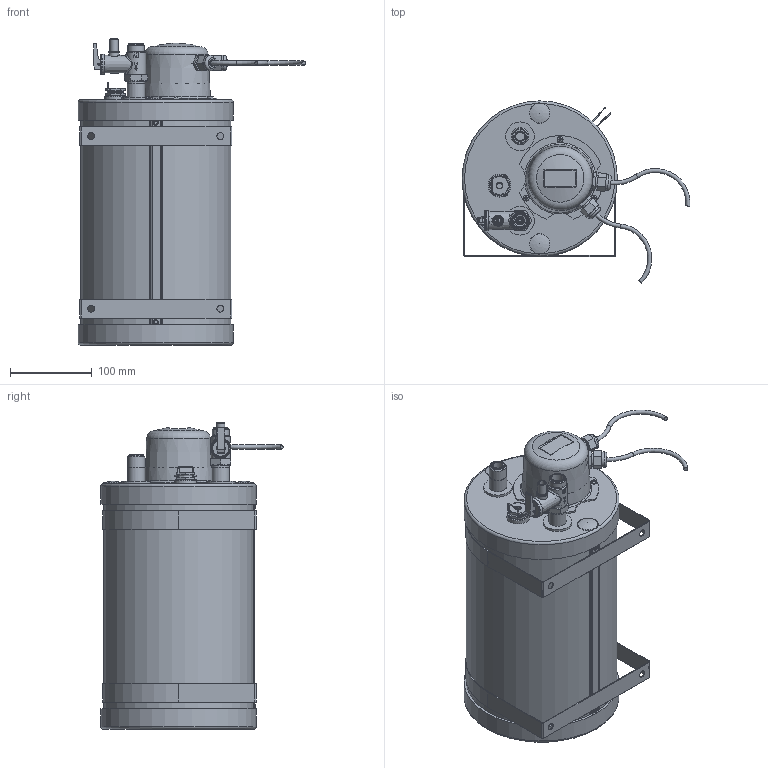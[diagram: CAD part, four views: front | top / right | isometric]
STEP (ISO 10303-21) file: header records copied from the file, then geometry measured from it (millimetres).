
FILE_DESCRIPTION (( 'STEP AP214' ), '1' );
FILE_NAME ('MB04032E-TE_mod.STEP', '2025-01-22T16:23:56', ( '' ), ( '' ), 'SwSTEP 2.0', 'SolidWorks 2023', '' );
FILE_SCHEMA (( 'AUTOMOTIVE_DESIGN' ));
Length unit declared in the file: millimetre
Products named in the file (26): 080-0034_2.step; 020-0534-0_2.step; 020-0524_2.step; 030-0515_2.step; 060-0752_2.step; 0-0987_Montato MB_2.step; 130-0207_2.step; 0-0978.step; 080-0509_2.step; 900-0124_POSIZIONAMENTO SU BB12V.step_2.STEP_1.STEP; MB04032E-TE_mod; 020-0534_2.step; 020-0525_2.step; 140-0312_2.step; 020-0535_2.step; Cavo_900-0125_Montaggio su BB12V_2.step; MB04032E-TE.step; Cavo_900-0124_Montaggio su BB12V_2.step; 110-0147.step; 900-0125_POSIZIONAMENTO SU BB12V_2.step; 140-0001_2.step; 060-0753_2.step; 020-0517_2.step; 110-0120_2.step; 0-0986.step; 020-0052_2.step
Assembly tree (32 placements, depth 4):
  MB04032E-TE_mod
    MB04032E-TE.step
      0-0978.step
        060-0752_2.step  x2
        060-0753_2.step
      020-0517_2.step
        020-0052_2.step
      020-0535_2.step
        020-0534_2.step
      900-0124_POSIZIONAMENTO SU BB12V.step_2.STEP_1.STEP
        Cavo_900-0124_Montaggio su BB12V_2.step
      900-0125_POSIZIONAMENTO SU BB12V_2.step
        Cavo_900-0125_Montaggio su BB12V_2.step
      0-0987_Montato MB_2.step  x2
      0-0986.step
      020-0524_2.step
      020-0525_2.step
      020-0534-0_2.step
      030-0515_2.step
      080-0034_2.step  x3
      080-0509_2.step  x2
      110-0120_2.step
      110-0147.step
      130-0207_2.step
      140-0001_2.step  x2
      140-0312_2.step  x2
Bounding box: 278.72 x 223.03 x 374.5 mm (x, y, z)
Volume: 483280.4 mm3; surface area: 719707.7 mm2
Topology: 25 solids, 37 shells, 1067 faces, 2656 edges, 1717 vertices
Faces by surface type: plane 562, cylinder 281, cone 107, bspline 99, torus 16, sphere 2
Full cylindrical faces by diameter (mm): 1.5 x7, 1.7 x1, 2.2 x1, 2.4 x2, 2.5 x3, 2.64 x15, 2.75 x1, 2.85 x1, 3.2 x3, 3.7 x1, 4 x3, 5 x2, 5.3 x2, 5.4 x1, 5.818 x2, 6.2 x1, 7 x4, 7.5 x1, 8 x3, 8.5 x6, 9 x1, 10 x1, 10.5 x3, 11 x1, 11.2 x1, 12 x1, 12.2 x1, 12.5 x1, 13 x1, 13.5 x1
Entity records: 42825 total; most frequent: CARTESIAN_POINT 25965, ORIENTED_EDGE 3537, DIRECTION 2456, EDGE_CURVE 1779, VERTEX_POINT 1257, EDGE_LOOP 1178, B_SPLINE_CURVE_WITH_KNOTS 1081, AXIS2_PLACEMENT_3D 1075
